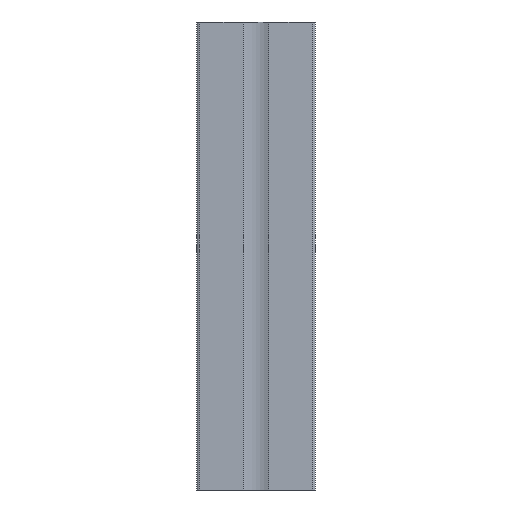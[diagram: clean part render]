
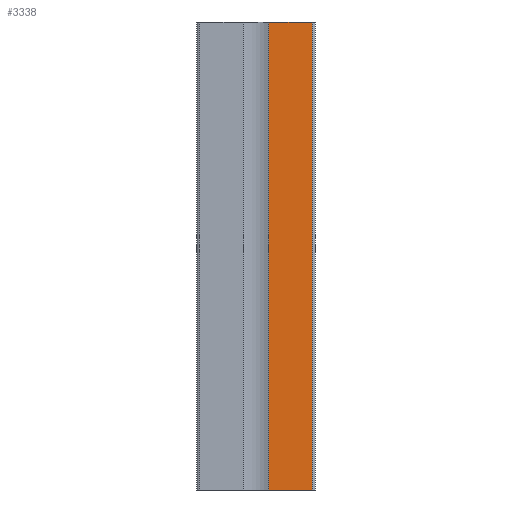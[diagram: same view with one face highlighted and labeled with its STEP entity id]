
A CAD part, front view. The second image highlights one B-rep face of the part: STEP entity #3338.
In plain terms, the highlighted planar face has unit normal (0, -1, 0).
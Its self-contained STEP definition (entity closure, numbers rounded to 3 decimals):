
#84 = CARTESIAN_POINT ( 'NONE',  ( 37., 0., 150. ) ) ;
#735 = ORIENTED_EDGE ( 'NONE', *, *, #3442, .F. ) ;
#937 = VERTEX_POINT ( 'NONE', #8467 ) ;
#1741 = CARTESIAN_POINT ( 'NONE',  ( 23.125, 0., 150. ) ) ;
#1933 = EDGE_LOOP ( 'NONE', ( #2823, #735, #12330, #6624 ) ) ;
#2200 = DIRECTION ( 'NONE',  ( 0., 1., 0. ) ) ;
#2306 = LINE ( 'NONE', #84, #6579 ) ;
#2443 = VERTEX_POINT ( 'NONE', #4748 ) ;
#2671 = VECTOR ( 'NONE', #9237, 1000. ) ;
#2823 = ORIENTED_EDGE ( 'NONE', *, *, #13011, .T. ) ;
#2950 = CARTESIAN_POINT ( 'NONE',  ( 23.125, 0., 0. ) ) ;
#2998 = EDGE_CURVE ( 'NONE', #2443, #6278, #4727, .T. ) ;
#3338 = ADVANCED_FACE ( 'NONE', ( #3522 ), #8702, .F. ) ;
#3368 = VECTOR ( 'NONE', #4090, 1000. ) ;
#3442 = EDGE_CURVE ( 'NONE', #6278, #937, #2306, .T. ) ;
#3522 = FACE_OUTER_BOUND ( 'NONE', #1933, .T. ) ;
#4090 = DIRECTION ( 'NONE',  ( 1., 0., 0. ) ) ;
#4727 = LINE ( 'NONE', #1741, #2671 ) ;
#4748 = CARTESIAN_POINT ( 'NONE',  ( 23.125, 0., 150. ) ) ;
#4945 = CARTESIAN_POINT ( 'NONE',  ( 37., 0., 150. ) ) ;
#4982 = CARTESIAN_POINT ( 'NONE',  ( 23.125, 0., 150. ) ) ;
#5285 = CARTESIAN_POINT ( 'NONE',  ( 23.125, 0., 150. ) ) ;
#5367 = VECTOR ( 'NONE', #6149, 1000. ) ;
#6149 = DIRECTION ( 'NONE',  ( 0., 0., -1. ) ) ;
#6231 = EDGE_CURVE ( 'NONE', #2443, #9433, #8778, .T. ) ;
#6278 = VERTEX_POINT ( 'NONE', #4945 ) ;
#6579 = VECTOR ( 'NONE', #9940, 1000. ) ;
#6624 = ORIENTED_EDGE ( 'NONE', *, *, #6231, .T. ) ;
#7685 = DIRECTION ( 'NONE',  ( -1., 0., 0. ) ) ;
#8193 = CARTESIAN_POINT ( 'NONE',  ( 23.125, 0., 0. ) ) ;
#8467 = CARTESIAN_POINT ( 'NONE',  ( 37., 0., 0. ) ) ;
#8702 = PLANE ( 'NONE',  #9722 ) ;
#8778 = LINE ( 'NONE', #4982, #5367 ) ;
#9165 = LINE ( 'NONE', #2950, #3368 ) ;
#9237 = DIRECTION ( 'NONE',  ( 1., 0., 0. ) ) ;
#9433 = VERTEX_POINT ( 'NONE', #8193 ) ;
#9722 = AXIS2_PLACEMENT_3D ( 'NONE', #5285, #2200, #7685 ) ;
#9940 = DIRECTION ( 'NONE',  ( 0., 0., -1. ) ) ;
#12330 = ORIENTED_EDGE ( 'NONE', *, *, #2998, .F. ) ;
#13011 = EDGE_CURVE ( 'NONE', #9433, #937, #9165, .T. ) ;
